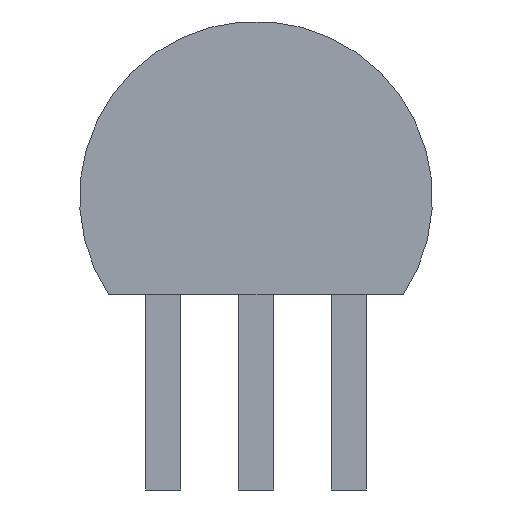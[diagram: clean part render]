
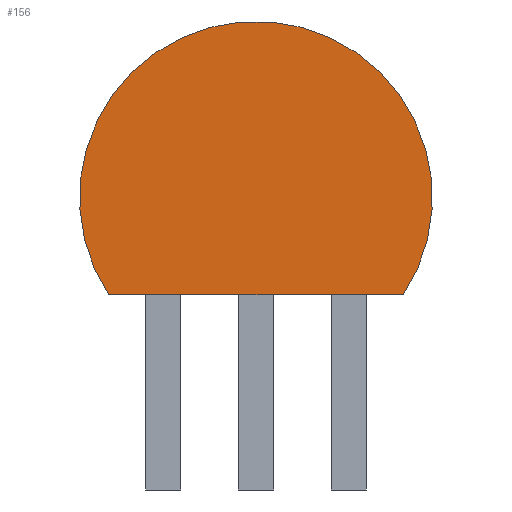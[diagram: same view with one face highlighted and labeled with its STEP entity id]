
A CAD part, front view. The second image highlights one B-rep face of the part: STEP entity #156.
In plain terms, the highlighted planar face has unit normal (0, -1, 0).
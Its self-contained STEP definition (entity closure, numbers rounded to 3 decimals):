
#24=VERTEX_POINT('',#25);
#25=CARTESIAN_POINT('',(-0.746,-8.8,0.07));
#29=ORIENTED_EDGE('',*,*,#30,.T.);
#30=EDGE_CURVE('',#24,#31,#33,.T.);
#31=VERTEX_POINT('',#32);
#32=CARTESIAN_POINT('',(3.286,-8.8,0.07));
#33=LINE('',#25,#34);
#34=VECTOR('',#35,1.);
#35=DIRECTION('',(1.,0.,0.));
#51=ORIENTED_EDGE('',*,*,#52,.T.);
#52=EDGE_CURVE('',#31,#24,#53,.T.);
#53=CIRCLE('',#54,2.415);
#54=AXIS2_PLACEMENT_3D('',#55,#56,#35);
#55=CARTESIAN_POINT('',(1.27,-8.8,1.4));
#56=DIRECTION('',(0.,-1.,0.));
#100=DIRECTION('',(0.,0.,1.));
#155=DIRECTION('',(0.,1.,0.));
#156=ADVANCED_FACE('',(#157),#159,.F.);
#157=FACE_BOUND('',#158,.T.);
#158=EDGE_LOOP('',(#29,#51));
#159=PLANE('',#160);
#160=AXIS2_PLACEMENT_3D('',#25,#155,#100);
